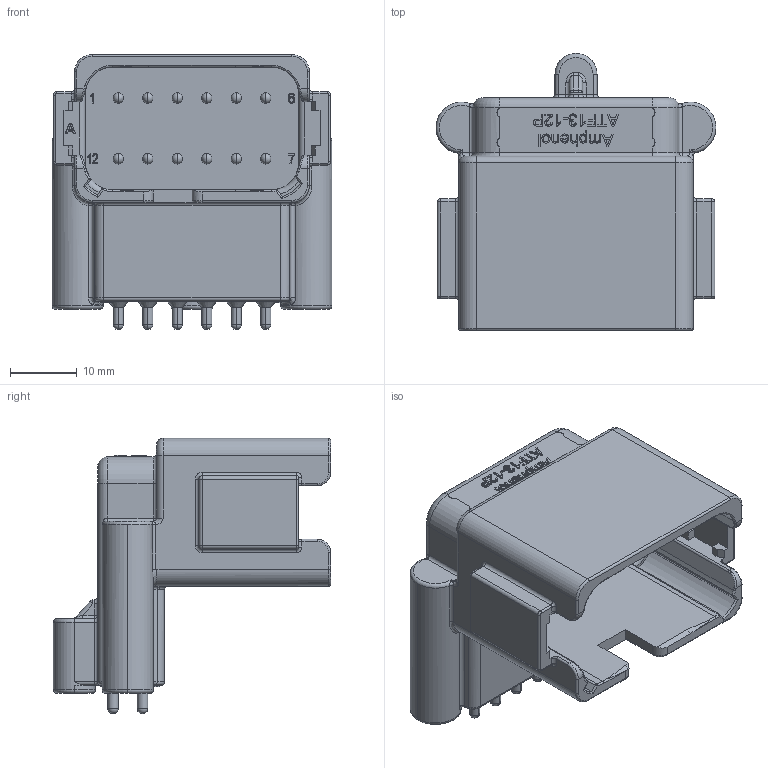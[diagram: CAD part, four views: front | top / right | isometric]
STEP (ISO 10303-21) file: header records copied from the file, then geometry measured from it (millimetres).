
FILE_DESCRIPTION((''),'2;1');
FILE_NAME('PL000697-12A-SC3X','2019-03-27T',('brook.ding'),(''),'PRO/ENGINEER BY PARAMETRIC TECHNOLOGY CORPORATION, 2016360','PRO/ENGINEER BY PARAMETRIC TECHNOLOGY CORPORATION, 2016360','');
FILE_SCHEMA(('CONFIG_CONTROL_DESIGN'));
Length unit declared in the file: millimetre
Products named in the file (1): PL000697-12A-SC3X
Bounding box: 41.95 x 41.55 x 41.25 mm (x, y, z)
Volume: 18392.2 mm3; surface area: 10304.1 mm2
Topology: 1 solids, 2 shells, 927 faces, 2402 edges, 1492 vertices
Faces by surface type: plane 311, extrusion 221, cylinder 197, torus 71, sphere 62, bspline 35, cone 30
Entity records: 32579 total; most frequent: CARTESIAN_POINT 10998, ORIENTED_EDGE 4708, DIRECTION 3923, EDGE_CURVE 2354, VERTEX_POINT 1492, VECTOR 1441, AXIS2_PLACEMENT_3D 1241, LINE 1220
